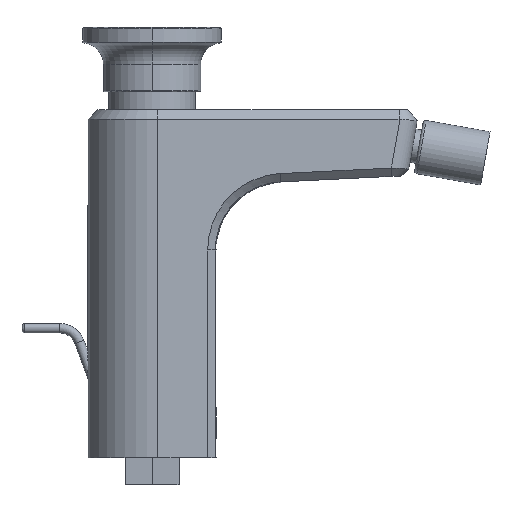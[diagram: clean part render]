
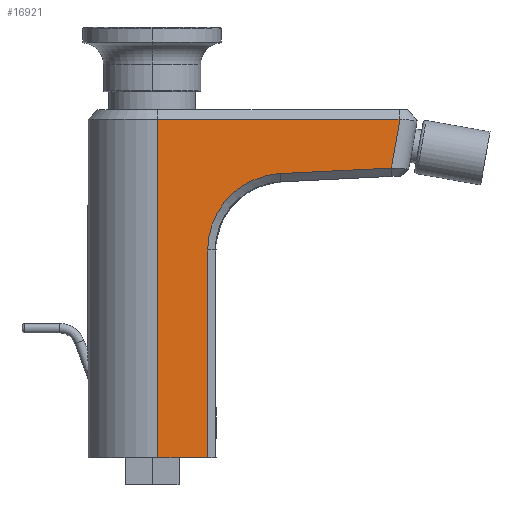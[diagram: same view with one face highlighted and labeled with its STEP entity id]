
A CAD part, left-side view. The second image highlights one B-rep face of the part: STEP entity #16921.
In plain terms, the highlighted planar face has unit normal (-0.996, -0.091, 0).
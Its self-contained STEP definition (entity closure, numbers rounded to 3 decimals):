
#405=DIRECTION('',(0.,0.,-1.));
#406=VECTOR('',#405,125.5);
#407=CARTESIAN_POINT('',(-23.65,-2.123,125.5));
#408=LINE('',#407,#406);
#409=DIRECTION('',(-0.092,0.996,0.));
#410=VECTOR('',#409,90.17);
#411=CARTESIAN_POINT('',(-15.4,-91.915,125.5));
#412=LINE('',#411,#410);
#413=DIRECTION('',(0.016,-0.174,0.985));
#414=VECTOR('',#413,18.406);
#415=CARTESIAN_POINT('',(-15.693,-88.72,107.376));
#416=LINE('',#415,#414);
#417=CARTESIAN_POINT('',(-19.472,-47.599,105.331));
#418=CARTESIAN_POINT('',(-19.052,-52.168,105.557));
#419=CARTESIAN_POINT('',(-18.212,-61.305,106.009));
#420=CARTESIAN_POINT('',(-16.953,-75.011,106.691));
#421=CARTESIAN_POINT('',(-16.113,-84.15,107.147));
#422=CARTESIAN_POINT('',(-15.693,-88.72,107.376));
#424=CARTESIAN_POINT('',(-21.95,-20.625,77.));
#425=CARTESIAN_POINT('',(-21.95,-20.625,78.301));
#426=CARTESIAN_POINT('',(-21.934,-20.804,80.902));
#427=CARTESIAN_POINT('',(-21.86,-21.612,84.756));
#428=CARTESIAN_POINT('',(-21.738,-22.941,88.449));
#429=CARTESIAN_POINT('',(-21.57,-24.768,91.932));
#430=CARTESIAN_POINT('',(-21.359,-27.06,95.13));
#431=CARTESIAN_POINT('',(-21.11,-29.772,97.984));
#432=CARTESIAN_POINT('',(-20.826,-32.857,100.439));
#433=CARTESIAN_POINT('',(-20.515,-36.249,102.443));
#434=CARTESIAN_POINT('',(-20.179,-39.899,103.965));
#435=CARTESIAN_POINT('',(-19.828,-43.723,104.963));
#436=CARTESIAN_POINT('',(-19.591,-46.302,105.267));
#437=CARTESIAN_POINT('',(-19.472,-47.599,105.331));
#439=DIRECTION('',(0.,0.,1.));
#440=VECTOR('',#439,77.);
#441=CARTESIAN_POINT('',(-21.95,-20.625,0.));
#442=LINE('',#441,#440);
#461=DIRECTION('',(-0.092,0.996,0.));
#462=VECTOR('',#461,18.58);
#463=CARTESIAN_POINT('',(-21.95,-20.625,0.));
#464=LINE('',#463,#462);
#13417=CARTESIAN_POINT('',(-15.4,-91.915,
125.5));
#13418=CARTESIAN_POINT('',(-23.65,-2.123,125.5));
#13419=VERTEX_POINT('',#13417);
#13420=VERTEX_POINT('',#13418);
#13429=VERTEX_POINT('',#417);
#13430=VERTEX_POINT('',#422);
#13433=VERTEX_POINT('',#424);
#13444=CARTESIAN_POINT('',(-23.65,-2.123,0.));
#13446=VERTEX_POINT('',#13444);
#13447=CARTESIAN_POINT('',(-21.95,-20.625,0.));
#13448=VERTEX_POINT('',#13447);
#16901=CARTESIAN_POINT('',(-23.65,-2.123,129.));
#16902=DIRECTION('',(-0.996,-0.092,0.));
#16903=DIRECTION('',(0.092,-0.996,0.));
#16904=AXIS2_PLACEMENT_3D('',#16901,#16902,#16903);
#16905=PLANE('',#16904);
#16907=ORIENTED_EDGE('',*,*,#16906,.T.);
#16909=ORIENTED_EDGE('',*,*,#16908,.F.);
#16910=ORIENTED_EDGE('',*,*,#16884,.F.);
#16912=ORIENTED_EDGE('',*,*,#16911,.F.);
#16914=ORIENTED_EDGE('',*,*,#16913,.F.);
#16916=ORIENTED_EDGE('',*,*,#16915,.F.);
#16918=ORIENTED_EDGE('',*,*,#16917,.F.);
#16919=EDGE_LOOP('',(#16907,#16909,#16910,#16912,#16914,#16916,#16918));
#16920=FACE_OUTER_BOUND('',#16919,.F.);
#423=B_SPLINE_CURVE_WITH_KNOTS('',3,(#417,#418,#419,#420,#421,#422),
.UNSPECIFIED.,.F.,.F.,(4,1,1,4),(0.,0.333,0.667,1.),
.UNSPECIFIED.);
#438=B_SPLINE_CURVE_WITH_KNOTS('',3,(#424,#425,#426,#427,#428,#429,#430,#431,
#432,#433,#434,#435,#436,#437),.UNSPECIFIED.,.F.,.F.,(4,1,1,1,1,1,1,1,1,1,1,4),(
0.,0.091,0.182,0.273,0.364,
0.455,0.545,0.636,0.727,
0.818,0.909,1.),.UNSPECIFIED.);
#16884=EDGE_CURVE('',#13419,#13420,#412,.T.);
#16906=EDGE_CURVE('',#13448,#13446,#464,.T.);
#16908=EDGE_CURVE('',#13420,#13446,#408,.T.);
#16911=EDGE_CURVE('',#13430,#13419,#416,.T.);
#16913=EDGE_CURVE('',#13429,#13430,#423,.T.);
#16915=EDGE_CURVE('',#13433,#13429,#438,.T.);
#16917=EDGE_CURVE('',#13448,#13433,#442,.T.);
#16921=ADVANCED_FACE('',(#16920),#16905,.T.);
